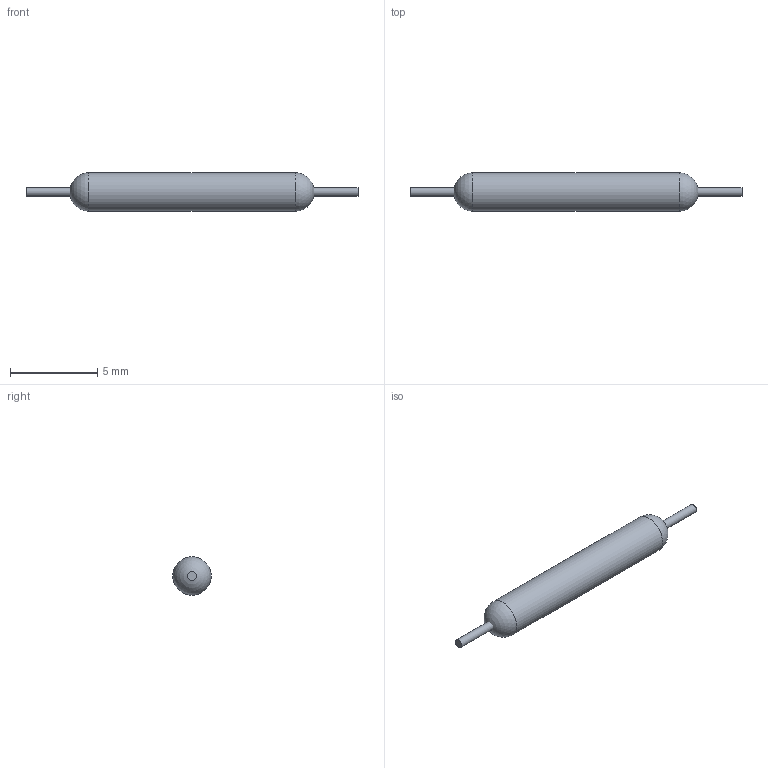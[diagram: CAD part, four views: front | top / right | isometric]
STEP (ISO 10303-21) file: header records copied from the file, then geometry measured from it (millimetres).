
FILE_DESCRIPTION(('FreeCAD Model'),'2;1');
FILE_NAME('Open CASCADE Shape Model','2024-03-31T12:50:21',('Author'),( ''),'Open CASCADE STEP processor 7.7','FreeCAD','Unknown');
FILE_SCHEMA(('AUTOMOTIVE_DESIGN { 1 0 10303 214 1 1 1 1 }'));
Length unit declared in the file: millimetre
Products named in the file (4): Reed Contact; Body001; Compound; Körper
Assembly tree (3 placements, depth 2):
  Reed Contact
    Body001
    Compound
    Körper
Bounding box: 19 x 2.2 x 2.2 mm (x, y, z)
Volume: 27.4 mm3; surface area: 206.8 mm2
Topology: 5 solids, 6 shells, 24 faces, 44 edges, 28 vertices
Faces by surface type: plane 16, cylinder 4, sphere 4
Full cylindrical faces by diameter (mm): 0.5 x2, 1.7 x1, 2.2 x1
Entity records: 675 total; most frequent: DIRECTION 108, CARTESIAN_POINT 96, ORIENTED_EDGE 80, AXIS2_PLACEMENT_3D 40, EDGE_CURVE 40, VERTEX_POINT 28, LINE 28, VECTOR 28
